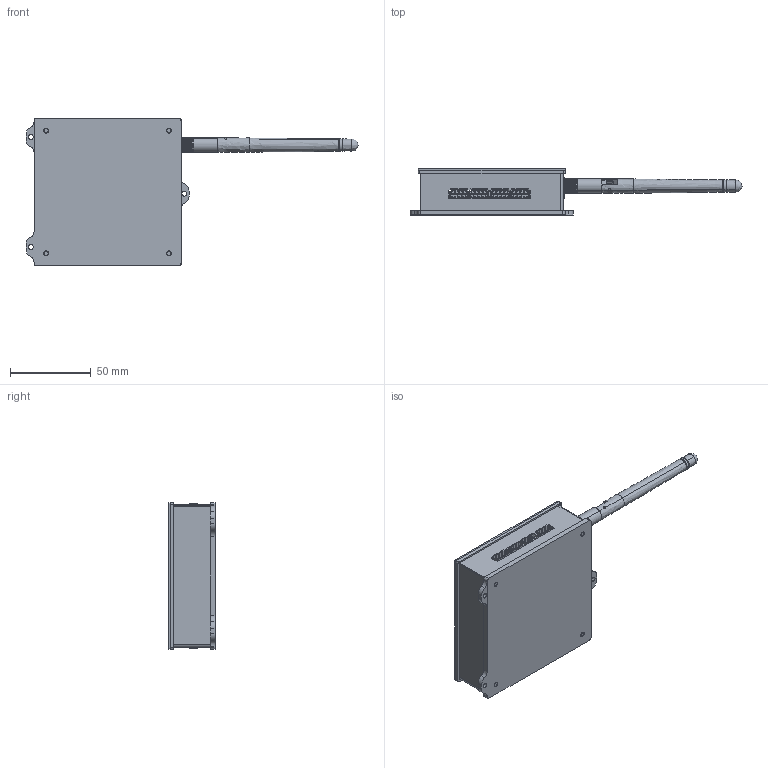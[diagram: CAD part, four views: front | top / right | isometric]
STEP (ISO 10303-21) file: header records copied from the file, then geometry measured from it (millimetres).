
FILE_DESCRIPTION (( 'STEP AP214' ), '1' );
FILE_NAME ('SoilBot_HW03.STEP', '2019-11-19T19:08:40', ( '' ), ( '' ), 'SwSTEP 2.0', 'SolidWorks 2016', '' );
FILE_SCHEMA (( 'AUTOMOTIVE_DESIGN' ));
Length unit declared in the file: millimetre
Products named in the file (11): 120000400005000_Lateral1_SoilBot_Predeterminado; SoilBot_HW03; Separador 6mm_Predeterminado; 120000400004000_Deco_SoilBot_Predeterminado; M3_Screw_CounterSunk_10; Antenna; 120000500000003_Acrilico_base_Predeterminado; 100005003; Acrilico - tapa_Predeterminado; 120000400006000_Lateral2_SoilBot_Predeterminado; Separador 15mm_Predeterminado
Assembly tree (19 placements, depth 2):
  SoilBot_HW03
    120000500000003_Acrilico_base_Predeterminado
    Acrilico - tapa_Predeterminado
    120000400006000_Lateral2_SoilBot_Predeterminado
    120000400005000_Lateral1_SoilBot_Predeterminado
    120000400004000_Deco_SoilBot_Predeterminado
    100005003
    Antenna
    Separador 6mm_Predeterminado  x4
    Separador 15mm_Predeterminado  x4
    M3_Screw_CounterSunk_10  x4
Bounding box: 205.59 x 28.62 x 91 mm (x, y, z)
Volume: 63763.7 mm3; surface area: 105345.7 mm2
Topology: 19 solids, 672 shells, 4921 faces, 17860 edges, 13507 vertices
Faces by surface type: plane 3736, cylinder 567, bspline 465, cone 89, torus 64
Entity records: 261637 total; most frequent: CARTESIAN_POINT 78300, ORIENTED_EDGE 26698, DIRECTION 25070, EDGE_CURVE 17476, VECTOR 13468, LINE 13468, VERTEX_POINT 13282, AXIS2_PLACEMENT_3D 5801
